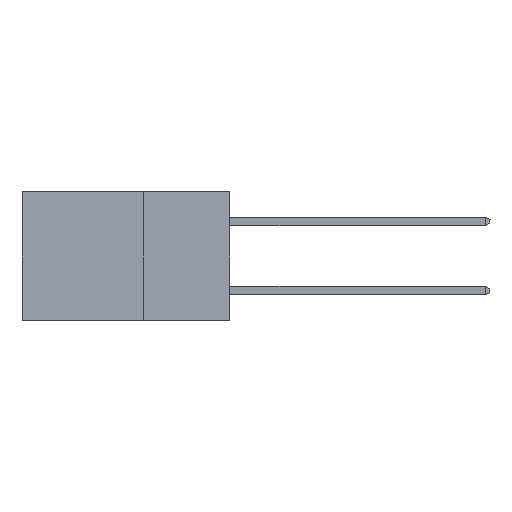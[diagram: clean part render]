
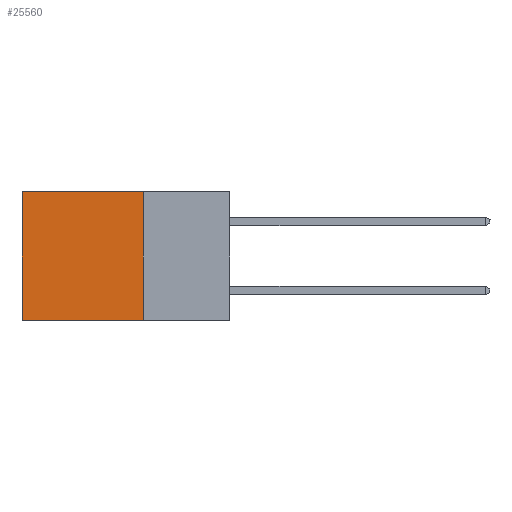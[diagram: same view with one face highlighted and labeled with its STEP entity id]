
A CAD part, left-side view. The second image highlights one B-rep face of the part: STEP entity #25560.
In plain terms, the highlighted planar face has unit normal (-1, 0, 0).
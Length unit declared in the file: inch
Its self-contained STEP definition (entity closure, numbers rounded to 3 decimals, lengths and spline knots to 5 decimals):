
#585 = FACE_OUTER_BOUND ( 'NONE', #982, .T. ) ;
#605 = ORIENTED_EDGE ( 'NONE', *, *, #5408, .T. ) ;
#982 = EDGE_LOOP ( 'NONE', ( #605, #2561, #17541, #18416 ) ) ;
#2561 = ORIENTED_EDGE ( 'NONE', *, *, #17772, .F. ) ;
#2589 = AXIS2_PLACEMENT_3D ( 'NONE', #25000, #14840, #22998 ) ;
#3162 = CARTESIAN_POINT ( 'NONE',  ( 0.2615, 0.6, 0. ) ) ;
#3980 = LINE ( 'NONE', #12116, #5224 ) ;
#5224 = VECTOR ( 'NONE', #13028, 39.37008 ) ;
#5408 = EDGE_CURVE ( 'NONE', #13406, #20565, #13773, .T. ) ;
#5454 = DIRECTION ( 'NONE',  ( 0., 1., 0. ) ) ;
#8680 = PLANE ( 'NONE',  #2589 ) ;
#9813 = CARTESIAN_POINT ( 'NONE',  ( 0.2615, 0.25, -0.37 ) ) ;
#10463 = VERTEX_POINT ( 'NONE', #19474 ) ;
#10776 = CARTESIAN_POINT ( 'NONE',  ( 0.2615, 0.6, -0.37 ) ) ;
#11438 = VECTOR ( 'NONE', #19401, 39.37008 ) ;
#12116 = CARTESIAN_POINT ( 'NONE',  ( 0.2615, 0.25, -0.37 ) ) ;
#13028 = DIRECTION ( 'NONE',  ( 0., 0., -1. ) ) ;
#13334 = CARTESIAN_POINT ( 'NONE',  ( 0.2615, 0.25, 0. ) ) ;
#13406 = VERTEX_POINT ( 'NONE', #3162 ) ;
#13773 = LINE ( 'NONE', #21920, #11438 ) ;
#14615 = EDGE_CURVE ( 'NONE', #10463, #23912, #3980, .T. ) ;
#14840 = DIRECTION ( 'NONE',  ( 1., 0., 0. ) ) ;
#16232 = LINE ( 'NONE', #9813, #25384 ) ;
#17225 = EDGE_CURVE ( 'NONE', #10463, #13406, #25764, .T. ) ;
#17541 = ORIENTED_EDGE ( 'NONE', *, *, #14615, .F. ) ;
#17772 = EDGE_CURVE ( 'NONE', #23912, #20565, #16232, .T. ) ;
#18416 = ORIENTED_EDGE ( 'NONE', *, *, #17225, .T. ) ;
#19401 = DIRECTION ( 'NONE',  ( 0., 0., -1. ) ) ;
#19474 = CARTESIAN_POINT ( 'NONE',  ( 0.2615, 0.25, 0. ) ) ;
#20565 = VERTEX_POINT ( 'NONE', #10776 ) ;
#21920 = CARTESIAN_POINT ( 'NONE',  ( 0.2615, 0.6, -0.37 ) ) ;
#22112 = DIRECTION ( 'NONE',  ( 0., 1., 0. ) ) ;
#22998 = DIRECTION ( 'NONE',  ( 0., 0., -1. ) ) ;
#23221 = VECTOR ( 'NONE', #5454, 39.37008 ) ;
#23912 = VERTEX_POINT ( 'NONE', #24574 ) ;
#24574 = CARTESIAN_POINT ( 'NONE',  ( 0.2615, 0.25, -0.37 ) ) ;
#25000 = CARTESIAN_POINT ( 'NONE',  ( 0.2615, 0.25, -0.37 ) ) ;
#25384 = VECTOR ( 'NONE', #22112, 39.37008 ) ;
#25560 = ADVANCED_FACE ( 'NONE', ( #585 ), #8680, .F. ) ;
#25764 = LINE ( 'NONE', #13334, #23221 ) ;
